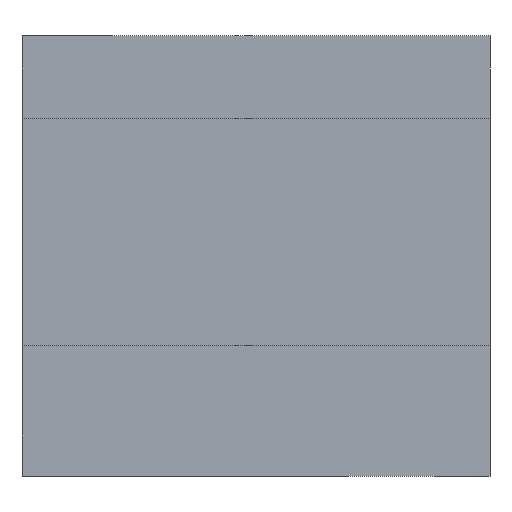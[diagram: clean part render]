
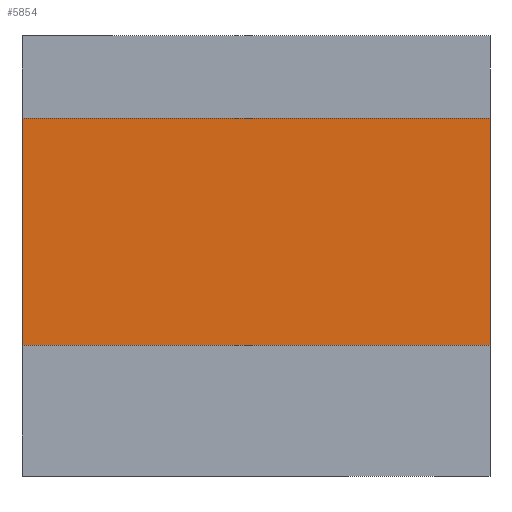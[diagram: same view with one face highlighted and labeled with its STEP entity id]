
A CAD part, front view. The second image highlights one B-rep face of the part: STEP entity #5854.
In plain terms, the highlighted planar face has unit normal (0, -1, 0).
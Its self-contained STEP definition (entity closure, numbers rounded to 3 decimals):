
#574=DIRECTION('',(0.,0.,-1.));
#575=VECTOR('',#574,4.5);
#576=CARTESIAN_POINT('',(0.,-10.,2.6));
#577=LINE('',#576,#575);
#1186=DIRECTION('',(0.,0.,-1.));
#1187=VECTOR('',#1186,4.5);
#1188=CARTESIAN_POINT('',(6.8,-10.,2.6));
#1189=LINE('',#1188,#1187);
#2062=DIRECTION('',(-1.,0.,0.));
#2063=VECTOR('',#2062,6.8);
#2064=CARTESIAN_POINT('',(6.8,-10.,2.6));
#2065=LINE('',#2064,#2063);
#2066=DIRECTION('',(-1.,0.,0.));
#2067=VECTOR('',#2066,6.8);
#2068=CARTESIAN_POINT('',(6.8,-10.,-1.9));
#2069=LINE('',#2068,#2067);
#3364=CARTESIAN_POINT('',(6.8,-10.,2.6));
#3365=CARTESIAN_POINT('',(0.,-10.,2.6));
#3366=VERTEX_POINT('',#3364);
#3367=VERTEX_POINT('',#3365);
#3368=CARTESIAN_POINT('',(6.8,-10.,-1.9));
#3369=CARTESIAN_POINT('',(0.,-10.,-1.9));
#3370=VERTEX_POINT('',#3368);
#3371=VERTEX_POINT('',#3369);
#5842=CARTESIAN_POINT('',(6.8,-10.,2.6));
#5843=DIRECTION('',(0.,-1.,0.));
#5844=DIRECTION('',(0.,0.,-1.));
#5845=AXIS2_PLACEMENT_3D('',#5842,#5843,#5844);
#5846=PLANE('',#5845);
#5847=ORIENTED_EDGE('',*,*,#5836,.F.);
#5848=ORIENTED_EDGE('',*,*,#4399,.T.);
#5850=ORIENTED_EDGE('',*,*,#5849,.T.);
#5851=ORIENTED_EDGE('',*,*,#3854,.F.);
#5852=EDGE_LOOP('',(#5847,#5848,#5850,#5851));
#5853=FACE_OUTER_BOUND('',#5852,.F.);
#5854=ADVANCED_FACE('',(#5853),#5846,.T.);
#3854=EDGE_CURVE('',#3367,#3371,#577,.T.);
#4399=EDGE_CURVE('',#3366,#3370,#1189,.T.);
#5836=EDGE_CURVE('',#3366,#3367,#2065,.T.);
#5849=EDGE_CURVE('',#3370,#3371,#2069,.T.);
